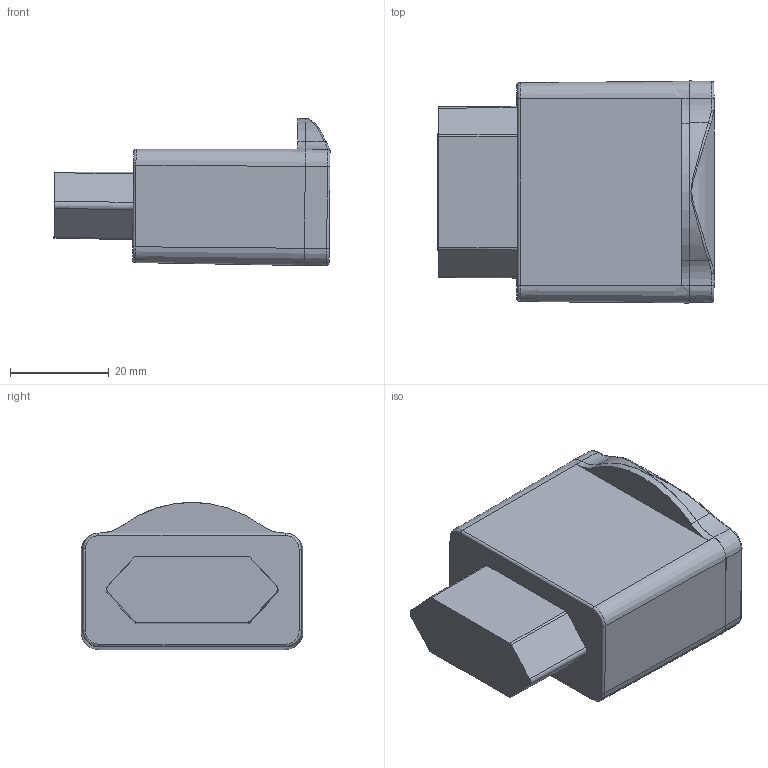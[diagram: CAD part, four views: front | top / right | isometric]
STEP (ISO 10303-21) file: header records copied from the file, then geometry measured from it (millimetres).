
FILE_DESCRIPTION(('CATIA V5 STEP Exchange'),'2;1');
FILE_NAME('appUsBWALL1puerto17062014.stp','2014-06-17T09:33:46+00:00',('none'),('none'),'CATIA Version 5 Release 19 SP 2 (IN-10)','CATIA V5 STEP AP203','none');
FILE_SCHEMA(('CONFIG_CONTROL_DESIGN'));
Length unit declared in the file: millimetre
Products named in the file (1): appusbwall2
Assembly tree (5 placements, depth 2):
  appusbwall2
    #56
    #4583
    #8193
    #8581
    #8931
Bounding box: 55.99 x 45.02 x 29.85 mm (x, y, z)
Volume: 18429.6 mm3; surface area: 21971 mm2
Topology: 5 solids, 5 shells, 289 faces, 760 edges, 490 vertices
Faces by surface type: plane 167, cylinder 57, cone 34, torus 16, extrusion 8, bspline 5, sphere 2
Entity records: 9355 total; most frequent: CARTESIAN_POINT 2413, ORIENTED_EDGE 1516, DIRECTION 1190, EDGE_CURVE 758, VECTOR 534, LINE 526, VERTEX_POINT 490, AXIS2_PLACEMENT_3D 409
